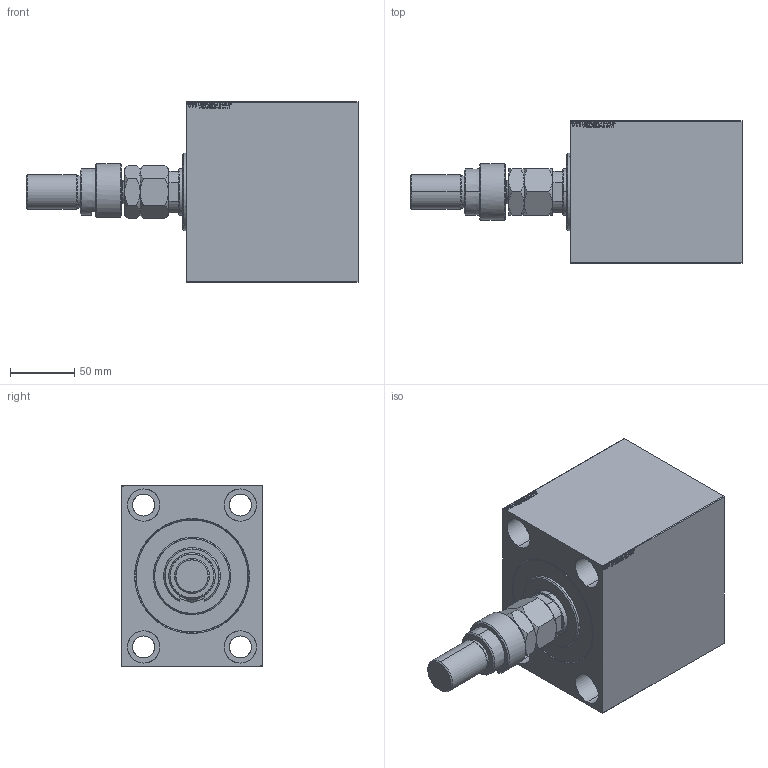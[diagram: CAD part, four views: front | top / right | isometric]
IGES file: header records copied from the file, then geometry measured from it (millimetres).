
Start section: SolidWorks IGES file using analytic representation for surfaces
Global section: file name: b319.IGS; native system: SolidWorks 2019; preprocessor: SolidWorks 2019; author: Model3D; date: 220417.064521; units: millimetre
Bounding box: 257.5 x 110 x 140 mm (x, y, z)
Surface area: 234724.3 mm2 (no closed solid volume)
Topology: 0 solids, 0 shells, 948 faces, 13398 edges, 13396 vertices
Faces by surface type: bspline 823, revolution 125
